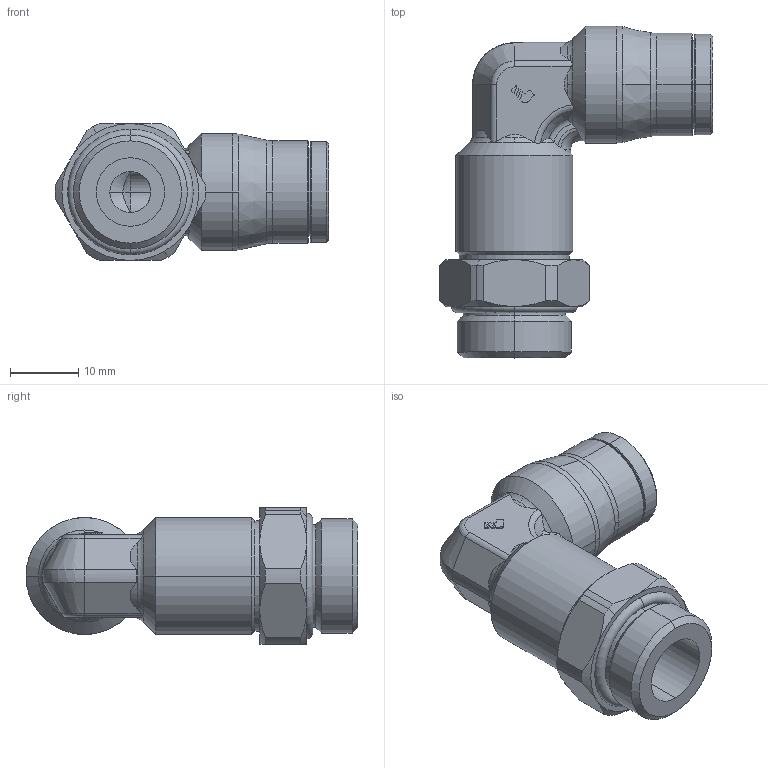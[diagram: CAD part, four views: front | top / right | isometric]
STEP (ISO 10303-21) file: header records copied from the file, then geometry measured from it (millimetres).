
FILE_DESCRIPTION(('STEP AP214'),'1');
FILE_NAME('3669_10_17.stp','2016-07-07T14:20:37',('TraceParts'),('TraceParts S.A.'),'Spatial InterOp 3D',' ',' ');
FILE_SCHEMA(('automotive_design'));
Length unit declared in the file: millimetre
Products named in the file (1): 1
Bounding box: 39.99 x 48.5 x 20 mm (x, y, z)
Volume: 9434 mm3; surface area: 6059.9 mm2
Topology: 1 solids, 1 shells, 170 faces, 431 edges, 273 vertices
Faces by surface type: cylinder 48, cone 48, plane 45, torus 29
Entity records: 5532 total; most frequent: CARTESIAN_POINT 1477, DIRECTION 871, ORIENTED_EDGE 862, EDGE_CURVE 431, AXIS2_PLACEMENT_3D 367, VERTEX_POINT 273, CIRCLE 194, EDGE_LOOP 182
